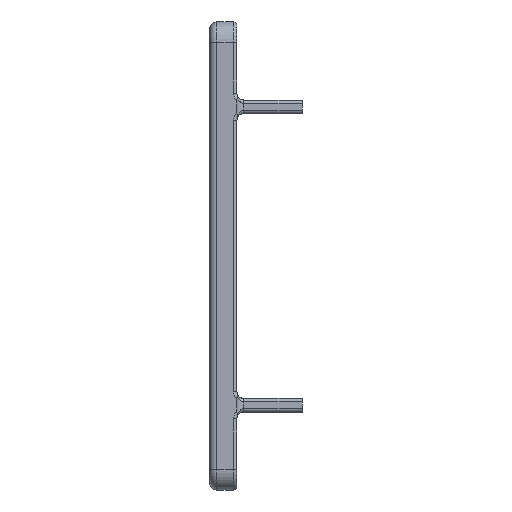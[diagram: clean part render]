
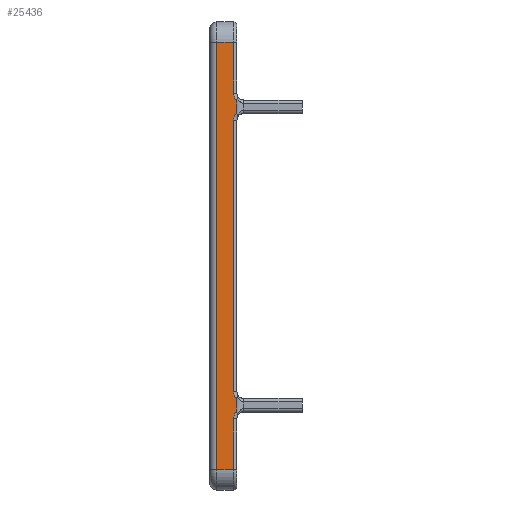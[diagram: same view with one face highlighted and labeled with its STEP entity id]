
A CAD part, left-side view. The second image highlights one B-rep face of the part: STEP entity #25436.
In plain terms, the highlighted planar face has unit normal (-1, 0, 0).
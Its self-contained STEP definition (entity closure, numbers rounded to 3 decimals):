
#318 = CARTESIAN_POINT ( 'NONE',  ( -100., -5., -48. ) ) ;
#508 = CARTESIAN_POINT ( 'NONE',  ( -100., -6., 0. ) ) ;
#664 = VERTEX_POINT ( 'NONE', #27462 ) ;
#1422 = DIRECTION ( 'NONE',  ( 0., 0., -1. ) ) ;
#1855 = CARTESIAN_POINT ( 'NONE',  ( -100., 2., -69. ) ) ;
#2442 = DIRECTION ( 'NONE',  ( 0., 0., -1. ) ) ;
#2766 = DIRECTION ( 'NONE',  ( 0., 0., 1. ) ) ;
#3009 = CARTESIAN_POINT ( 'NONE',  ( -100., -5., 48. ) ) ;
#3092 = ORIENTED_EDGE ( 'NONE', *, *, #15422, .T. ) ;
#3129 = CARTESIAN_POINT ( 'NONE',  ( -100., -5., -48. ) ) ;
#3364 = ORIENTED_EDGE ( 'NONE', *, *, #14608, .T. ) ;
#3489 = CARTESIAN_POINT ( 'NONE',  ( -100., -8., 40. ) ) ;
#3609 = EDGE_CURVE ( 'NONE', #21738, #10670, #25107, .T. ) ;
#3803 = VECTOR ( 'NONE', #24425, 1000. ) ;
#3853 = DIRECTION ( 'NONE',  ( 0., 0., 1. ) ) ;
#4293 = ORIENTED_EDGE ( 'NONE', *, *, #3609, .T. ) ;
#4672 = LINE ( 'NONE', #25546, #25305 ) ;
#4795 = ORIENTED_EDGE ( 'NONE', *, *, #16264, .T. ) ;
#4826 = CARTESIAN_POINT ( 'NONE',  ( -100., -8., -48. ) ) ;
#4911 = ORIENTED_EDGE ( 'NONE', *, *, #26219, .T. ) ;
#4919 = EDGE_CURVE ( 'NONE', #8914, #11948, #10240, .T. ) ;
#5155 = CARTESIAN_POINT ( 'NONE',  ( -100., -5., 40. ) ) ;
#5408 = VERTEX_POINT ( 'NONE', #10794 ) ;
#5436 = EDGE_CURVE ( 'NONE', #664, #18002, #9166, .T. ) ;
#5466 = VECTOR ( 'NONE', #2766, 1000. ) ;
#5569 = EDGE_CURVE ( 'NONE', #18002, #19866, #8504, .T. ) ;
#5998 = ORIENTED_EDGE ( 'NONE', *, *, #5436, .T. ) ;
#6075 = AXIS2_PLACEMENT_3D ( 'NONE', #1855, #16648, #10317 ) ;
#6464 = LINE ( 'NONE', #7475, #3803 ) ;
#6657 = EDGE_LOOP ( 'NONE', ( #3364, #4795, #9022, #22863, #3092, #17617, #25615, #4911, #4293, #21716, #5998, #19095 ) ) ;
#6693 = CARTESIAN_POINT ( 'NONE',  ( -100., -8., -40. ) ) ;
#7255 = AXIS2_PLACEMENT_3D ( 'NONE', #4826, #26024, #13286 ) ;
#7475 = CARTESIAN_POINT ( 'NONE',  ( -100., -5., 63. ) ) ;
#7692 = DIRECTION ( 'NONE',  ( 0., 0., -1. ) ) ;
#7834 = DIRECTION ( 'NONE',  ( 1., 0., 0. ) ) ;
#8216 = VERTEX_POINT ( 'NONE', #21857 ) ;
#8354 = LINE ( 'NONE', #508, #24677 ) ;
#8504 = CIRCLE ( 'NONE', #7255, 3. ) ;
#8541 = CIRCLE ( 'NONE', #20620, 3. ) ;
#8543 = CARTESIAN_POINT ( 'NONE',  ( -100., 0., 63. ) ) ;
#8914 = VERTEX_POINT ( 'NONE', #12124 ) ;
#9022 = ORIENTED_EDGE ( 'NONE', *, *, #16114, .T. ) ;
#9026 = CARTESIAN_POINT ( 'NONE',  ( -100., -8., 48. ) ) ;
#9166 = LINE ( 'NONE', #318, #14836 ) ;
#9478 = CIRCLE ( 'NONE', #27669, 3. ) ;
#10240 = CIRCLE ( 'NONE', #19410, 3. ) ;
#10317 = DIRECTION ( 'NONE',  ( 0., 0., -1. ) ) ;
#10670 = VERTEX_POINT ( 'NONE', #24010 ) ;
#10794 = CARTESIAN_POINT ( 'NONE',  ( -100., -5., -40. ) ) ;
#10903 = DIRECTION ( 'NONE',  ( 0., 0., -1. ) ) ;
#11099 = DIRECTION ( 'NONE',  ( 1., 0., 0. ) ) ;
#11948 = VERTEX_POINT ( 'NONE', #3009 ) ;
#12124 = CARTESIAN_POINT ( 'NONE',  ( -100., -6., 45.764 ) ) ;
#12150 = CARTESIAN_POINT ( 'NONE',  ( -100., 2., 63. ) ) ;
#13016 = EDGE_CURVE ( 'NONE', #11948, #8216, #6464, .T. ) ;
#13286 = DIRECTION ( 'NONE',  ( 0., 0., -1. ) ) ;
#13479 = LINE ( 'NONE', #16582, #26834 ) ;
#13763 = VECTOR ( 'NONE', #7692, 1000. ) ;
#13791 = LINE ( 'NONE', #12150, #24474 ) ;
#14018 = CARTESIAN_POINT ( 'NONE',  ( -100., 0., -63. ) ) ;
#14608 = EDGE_CURVE ( 'NONE', #19866, #25585, #8354, .T. ) ;
#14836 = VECTOR ( 'NONE', #25486, 1000. ) ;
#15422 = EDGE_CURVE ( 'NONE', #23014, #8914, #18132, .T. ) ;
#16114 = EDGE_CURVE ( 'NONE', #5408, #23580, #13479, .T. ) ;
#16264 = EDGE_CURVE ( 'NONE', #25585, #5408, #9478, .T. ) ;
#16582 = CARTESIAN_POINT ( 'NONE',  ( -100., -5., 40. ) ) ;
#16648 = DIRECTION ( 'NONE',  ( 1., 0., 0. ) ) ;
#16840 = PLANE ( 'NONE',  #6075 ) ;
#17394 = CARTESIAN_POINT ( 'NONE',  ( -100., -6., -42.236 ) ) ;
#17617 = ORIENTED_EDGE ( 'NONE', *, *, #4919, .T. ) ;
#18002 = VERTEX_POINT ( 'NONE', #3129 ) ;
#18132 = LINE ( 'NONE', #25930, #5466 ) ;
#19095 = ORIENTED_EDGE ( 'NONE', *, *, #5569, .T. ) ;
#19409 = EDGE_CURVE ( 'NONE', #23580, #23014, #8541, .T. ) ;
#19410 = AXIS2_PLACEMENT_3D ( 'NONE', #9026, #11099, #2442 ) ;
#19799 = FACE_OUTER_BOUND ( 'NONE', #6657, .T. ) ;
#19866 = VERTEX_POINT ( 'NONE', #27160 ) ;
#20620 = AXIS2_PLACEMENT_3D ( 'NONE', #3489, #7834, #1422 ) ;
#20731 = CARTESIAN_POINT ( 'NONE',  ( -100., -6., 42.236 ) ) ;
#21552 = DIRECTION ( 'NONE',  ( 0., -1., 0. ) ) ;
#21716 = ORIENTED_EDGE ( 'NONE', *, *, #24874, .T. ) ;
#21738 = VERTEX_POINT ( 'NONE', #8543 ) ;
#21857 = CARTESIAN_POINT ( 'NONE',  ( -100., -5., 63. ) ) ;
#22863 = ORIENTED_EDGE ( 'NONE', *, *, #19409, .T. ) ;
#23014 = VERTEX_POINT ( 'NONE', #20731 ) ;
#23580 = VERTEX_POINT ( 'NONE', #5155 ) ;
#24010 = CARTESIAN_POINT ( 'NONE',  ( -100., 0., -63. ) ) ;
#24302 = DIRECTION ( 'NONE',  ( 1., 0., 0. ) ) ;
#24425 = DIRECTION ( 'NONE',  ( 0., 0., 1. ) ) ;
#24474 = VECTOR ( 'NONE', #27271, 1000. ) ;
#24677 = VECTOR ( 'NONE', #25929, 1000. ) ;
#24874 = EDGE_CURVE ( 'NONE', #10670, #664, #4672, .T. ) ;
#25107 = LINE ( 'NONE', #14018, #13763 ) ;
#25305 = VECTOR ( 'NONE', #21552, 1000. ) ;
#25436 = ADVANCED_FACE ( 'NONE', ( #19799 ), #16840, .F. ) ;
#25486 = DIRECTION ( 'NONE',  ( 0., 0., 1. ) ) ;
#25546 = CARTESIAN_POINT ( 'NONE',  ( -100., 2., -63. ) ) ;
#25585 = VERTEX_POINT ( 'NONE', #17394 ) ;
#25615 = ORIENTED_EDGE ( 'NONE', *, *, #13016, .T. ) ;
#25929 = DIRECTION ( 'NONE',  ( 0., 0., 1. ) ) ;
#25930 = CARTESIAN_POINT ( 'NONE',  ( -100., -6., 0. ) ) ;
#26024 = DIRECTION ( 'NONE',  ( 1., 0., 0. ) ) ;
#26219 = EDGE_CURVE ( 'NONE', #8216, #21738, #13791, .T. ) ;
#26834 = VECTOR ( 'NONE', #3853, 1000. ) ;
#27160 = CARTESIAN_POINT ( 'NONE',  ( -100., -6., -45.764 ) ) ;
#27271 = DIRECTION ( 'NONE',  ( 0., 1., 0. ) ) ;
#27462 = CARTESIAN_POINT ( 'NONE',  ( -100., -5., -63. ) ) ;
#27669 = AXIS2_PLACEMENT_3D ( 'NONE', #6693, #24302, #10903 ) ;
